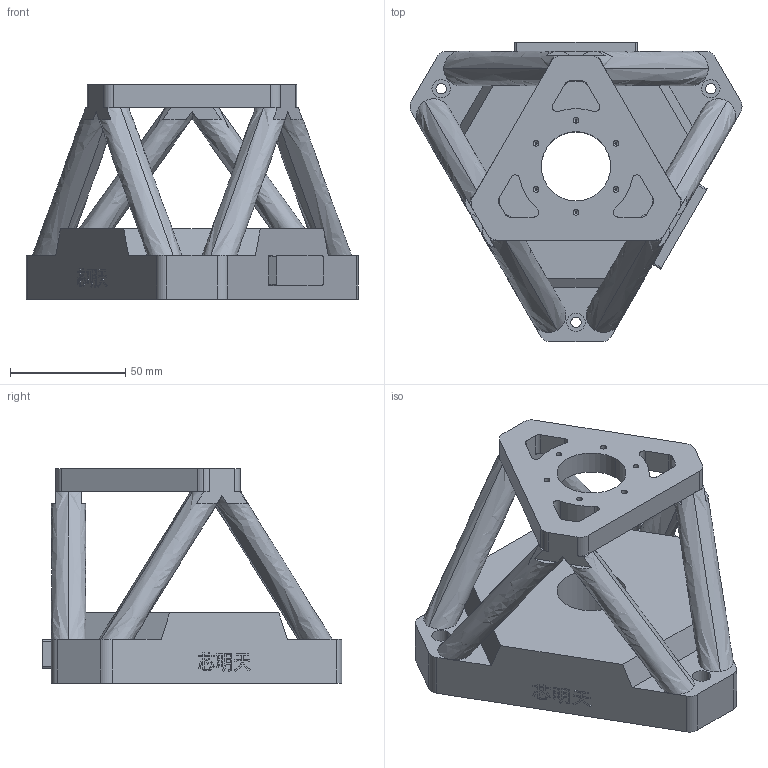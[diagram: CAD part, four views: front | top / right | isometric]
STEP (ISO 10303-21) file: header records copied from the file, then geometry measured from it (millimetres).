
FILE_DESCRIPTION (( 'STEP AP203' ), '1' );
FILE_NAME ('H60.XYZTR5-B1外形三维-21.06.21.STEP', '2021-06-19T02:40:47', ( 'Windows 用户' ), ( '微软中国' ), 'SwSTEP 2.0', 'SolidWorks 2016', '' );
FILE_SCHEMA (( 'CONFIG_CONTROL_DESIGN' ));
Length unit declared in the file: millimetre
Products named in the file (1): H60.XYZTR5-B1外形三维-21.06.21
Bounding box: 143.95 x 130 x 93 mm (x, y, z)
Volume: 411896.2 mm3; surface area: 70954.6 mm2
Topology: 9 solids, 9 shells, 286 faces, 801 edges, 525 vertices
Faces by surface type: plane 139, cylinder 68, bspline 67, cone 12
Entity records: 10972 total; most frequent: CARTESIAN_POINT 3784, ORIENTED_EDGE 1602, DIRECTION 1285, EDGE_CURVE 801, VERTEX_POINT 525, VECTOR 477, LINE 477, AXIS2_PLACEMENT_3D 404
